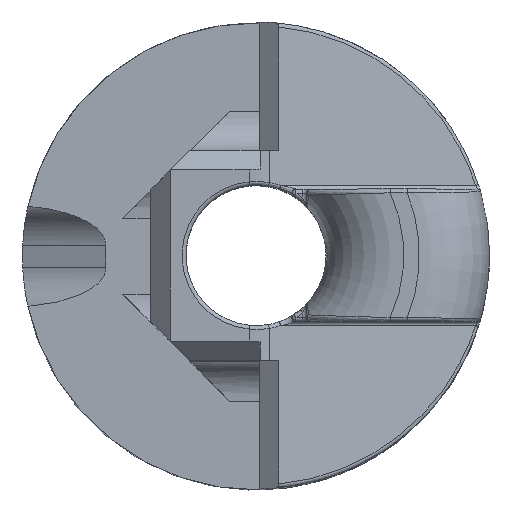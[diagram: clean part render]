
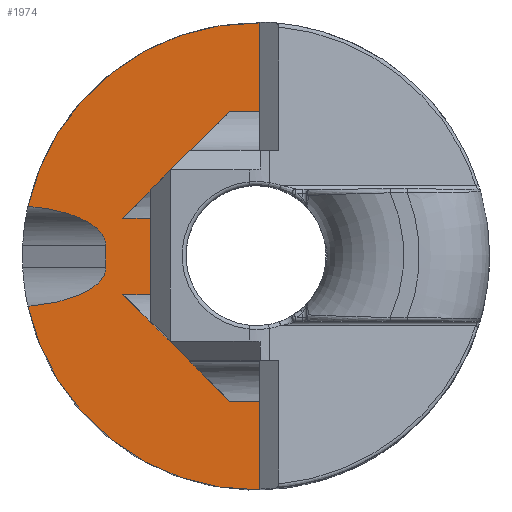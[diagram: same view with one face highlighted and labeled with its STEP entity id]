
A CAD part, top view. The second image highlights one B-rep face of the part: STEP entity #1974.
In plain terms, the highlighted planar face has unit normal (0, 0, 1).
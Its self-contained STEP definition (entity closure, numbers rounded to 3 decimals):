
#59=ELLIPSE('',#2138,12.068,5.1);
#60=ELLIPSE('',#2139,12.068,5.1);
#210=LINE('',#3075,#338);
#211=LINE('',#3081,#339);
#212=LINE('',#3083,#340);
#213=LINE('',#3085,#341);
#214=LINE('',#3087,#342);
#215=LINE('',#3091,#343);
#216=LINE('',#3093,#344);
#217=LINE('',#3095,#345);
#218=LINE('',#3097,#346);
#338=VECTOR('',#2451,1000.);
#339=VECTOR('',#2456,1000.);
#340=VECTOR('',#2457,1000.);
#341=VECTOR('',#2458,1000.);
#342=VECTOR('',#2459,1000.);
#343=VECTOR('',#2462,1000.);
#344=VECTOR('',#2463,1000.);
#345=VECTOR('',#2464,1000.);
#346=VECTOR('',#2465,1000.);
#524=ORIENTED_EDGE('',*,*,#1100,.T.);
#525=ORIENTED_EDGE('',*,*,#1101,.T.);
#526=ORIENTED_EDGE('',*,*,#1102,.F.);
#527=ORIENTED_EDGE('',*,*,#1103,.T.);
#528=ORIENTED_EDGE('',*,*,#1104,.T.);
#529=ORIENTED_EDGE('',*,*,#1105,.T.);
#530=ORIENTED_EDGE('',*,*,#1106,.F.);
#531=ORIENTED_EDGE('',*,*,#1107,.F.);
#532=ORIENTED_EDGE('',*,*,#1108,.T.);
#533=ORIENTED_EDGE('',*,*,#1109,.T.);
#534=ORIENTED_EDGE('',*,*,#1110,.T.);
#535=ORIENTED_EDGE('',*,*,#1111,.T.);
#536=ORIENTED_EDGE('',*,*,#1112,.T.);
#537=ORIENTED_EDGE('',*,*,#1113,.F.);
#1100=EDGE_CURVE('',#1386,#1387,#1546,.T.);
#1101=EDGE_CURVE('',#1387,#1388,#59,.F.);
#1102=EDGE_CURVE('',#1389,#1388,#210,.T.);
#1103=EDGE_CURVE('',#1389,#1390,#60,.F.);
#1104=EDGE_CURVE('',#1390,#1391,#1547,.T.);
#1105=EDGE_CURVE('',#1391,#1392,#211,.T.);
#1106=EDGE_CURVE('',#1393,#1392,#212,.F.);
#1107=EDGE_CURVE('',#1394,#1393,#213,.F.);
#1108=EDGE_CURVE('',#1394,#1395,#214,.T.);
#1109=EDGE_CURVE('',#1395,#1396,#1548,.F.);
#1110=EDGE_CURVE('',#1396,#1397,#215,.F.);
#1111=EDGE_CURVE('',#1397,#1398,#216,.F.);
#1112=EDGE_CURVE('',#1398,#1399,#217,.T.);
#1113=EDGE_CURVE('',#1386,#1399,#218,.T.);
#1386=VERTEX_POINT('',#3071);
#1387=VERTEX_POINT('',#3072);
#1388=VERTEX_POINT('',#3074);
#1389=VERTEX_POINT('',#3076);
#1390=VERTEX_POINT('',#3078);
#1391=VERTEX_POINT('',#3080);
#1392=VERTEX_POINT('',#3082);
#1393=VERTEX_POINT('',#3084);
#1394=VERTEX_POINT('',#3086);
#1395=VERTEX_POINT('',#3088);
#1396=VERTEX_POINT('',#3090);
#1397=VERTEX_POINT('',#3092);
#1398=VERTEX_POINT('',#3094);
#1399=VERTEX_POINT('',#3096);
#1546=CIRCLE('',#2137,30.);
#1547=CIRCLE('',#2140,30.);
#1548=CIRCLE('',#2141,11.);
#1641=EDGE_LOOP('',(#524,#525,#526,#527,#528,#529,#530,#531,#532,#533,#534,
#535,#536,#537));
#1785=FACE_BOUND('',#1641,.T.);
#1921=PLANE('',#2136);
#1974=ADVANCED_FACE('',(#1785),#1921,.T.);
#2136=AXIS2_PLACEMENT_3D('',#3069,#2445,#2446);
#2137=AXIS2_PLACEMENT_3D('',#3070,#2447,#2448);
#2138=AXIS2_PLACEMENT_3D('',#3073,#2449,#2450);
#2139=AXIS2_PLACEMENT_3D('',#3077,#2452,#2453);
#2140=AXIS2_PLACEMENT_3D('',#3079,#2454,#2455);
#2141=AXIS2_PLACEMENT_3D('',#3089,#2460,#2461);
#2445=DIRECTION('',(0.,0.,1.));
#2446=DIRECTION('',(1.,0.,0.));
#2447=DIRECTION('',(0.,0.,1.));
#2448=DIRECTION('',(1.,0.,0.));
#2449=DIRECTION('',(0.,0.,1.));
#2450=DIRECTION('',(-1.,0.,0.));
#2451=DIRECTION('',(0.,1.,0.));
#2452=DIRECTION('',(0.,0.,1.));
#2453=DIRECTION('',(1.,0.,0.));
#2454=DIRECTION('',(0.,0.,1.));
#2455=DIRECTION('',(1.,0.,0.));
#2456=DIRECTION('',(0.,1.,0.));
#2457=DIRECTION('',(-1.,0.,0.));
#2458=DIRECTION('',(-0.707,0.707,0.));
#2459=DIRECTION('',(1.,0.,0.));
#2460=DIRECTION('',(0.,0.,1.));
#2461=DIRECTION('',(1.,0.,0.));
#2462=DIRECTION('',(1.,0.,0.));
#2463=DIRECTION('',(-0.707,-0.707,0.));
#2464=DIRECTION('',(1.,0.,0.));
#2465=DIRECTION('',(0.,-1.,0.));
#3069=CARTESIAN_POINT('',(0.,0.,26.));
#3070=CARTESIAN_POINT('',(0.,0.,26.));
#3071=CARTESIAN_POINT('',(0.5,29.996,26.));
#3072=CARTESIAN_POINT('',(-29.304,6.426,26.));
#3073=CARTESIAN_POINT('',(-31.345,1.4,26.));
#3074=CARTESIAN_POINT('',(-19.277,1.4,26.));
#3075=CARTESIAN_POINT('',(-19.277,-6.5,26.));
#3076=CARTESIAN_POINT('',(-19.277,-1.4,26.));
#3077=CARTESIAN_POINT('',(-31.345,-1.4,26.));
#3078=CARTESIAN_POINT('',(-29.304,-6.426,26.));
#3079=CARTESIAN_POINT('',(0.,0.,26.));
#3080=CARTESIAN_POINT('',(0.5,-29.996,26.));
#3081=CARTESIAN_POINT('',(0.5,-54.,26.));
#3082=CARTESIAN_POINT('',(0.5,-18.6,26.));
#3083=CARTESIAN_POINT('',(0.,-18.6,26.));
#3084=CARTESIAN_POINT('',(-3.4,-18.6,26.));
#3085=CARTESIAN_POINT('',(-13.5,-8.5,26.));
#3086=CARTESIAN_POINT('',(-17.1,-4.9,26.));
#3087=CARTESIAN_POINT('',(0.,-4.9,26.));
#3088=CARTESIAN_POINT('',(-9.848,-4.9,26.));
#3089=CARTESIAN_POINT('',(0.,0.,26.));
#3090=CARTESIAN_POINT('',(-9.848,4.9,26.));
#3091=CARTESIAN_POINT('',(0.,4.9,26.));
#3092=CARTESIAN_POINT('',(-17.1,4.9,26.));
#3093=CARTESIAN_POINT('',(-13.5,8.5,26.));
#3094=CARTESIAN_POINT('',(-3.4,18.6,26.));
#3095=CARTESIAN_POINT('',(0.,18.6,26.));
#3096=CARTESIAN_POINT('',(0.5,18.6,26.));
#3097=CARTESIAN_POINT('',(0.5,54.,26.));
